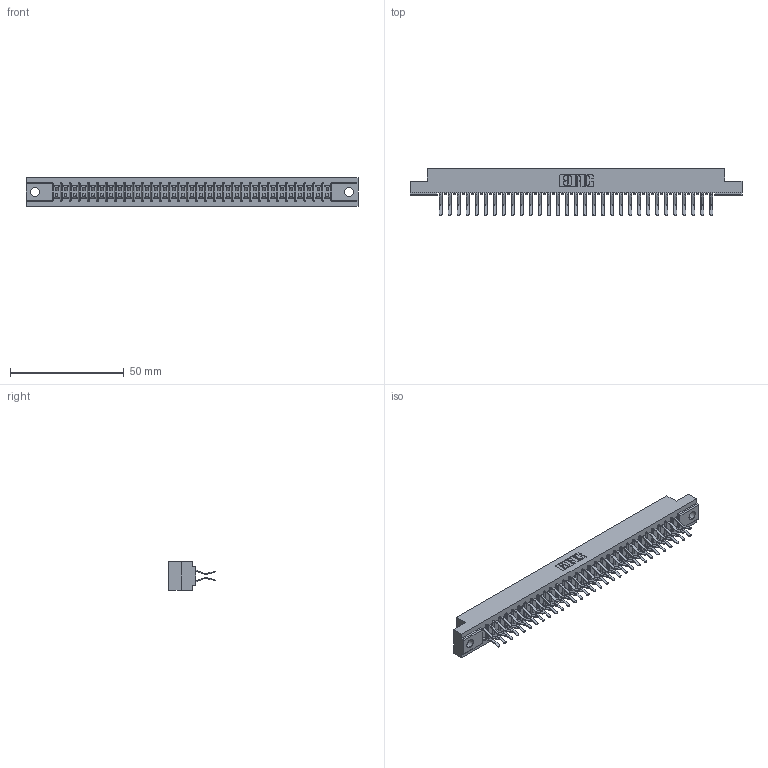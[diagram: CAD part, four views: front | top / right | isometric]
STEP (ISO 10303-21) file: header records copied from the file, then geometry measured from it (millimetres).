
FILE_DESCRIPTION (( 'STEP AP203' ), '1' );
FILE_NAME ('357-062-560-204.STEP', '2018-08-12T16:03:35', ( '' ), ( '' ), 'SwSTEP 2.0', 'SolidWorks 2016', '' );
FILE_SCHEMA (( 'CONFIG_CONTROL_DESIGN' ));
Length unit declared in the file: inch
Products named in the file (3): 307 Part_.156 Dia Mounting Holes; 307-290-001_560; 357-062-560-204
Assembly tree (63 placements, depth 2):
  357-062-560-204
    307 Part_.156 Dia Mounting Holes
    307-290-001_560  x62
Bounding box: 145.85 x 20.73 x 12.7 mm (x, y, z)
Volume: 15402.5 mm3; surface area: 18873.3 mm2
Topology: 63 solids, 63 shells, 3264 faces, 9163 edges, 5938 vertices
Faces by surface type: plane 2130, cylinder 1070, sphere 64
Entity records: 29446 total; most frequent: CARTESIAN_POINT 4825, ORIENTED_EDGE 4778, DIRECTION 4723, EDGE_CURVE 2389, LINE 1835, VECTOR 1835, VERTEX_POINT 1546, AXIS2_PLACEMENT_3D 1444
